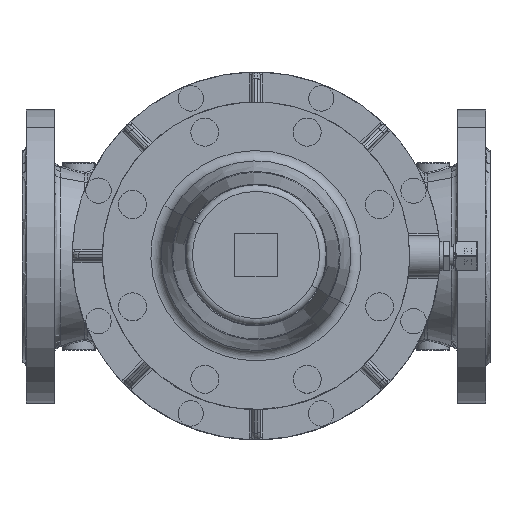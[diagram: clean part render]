
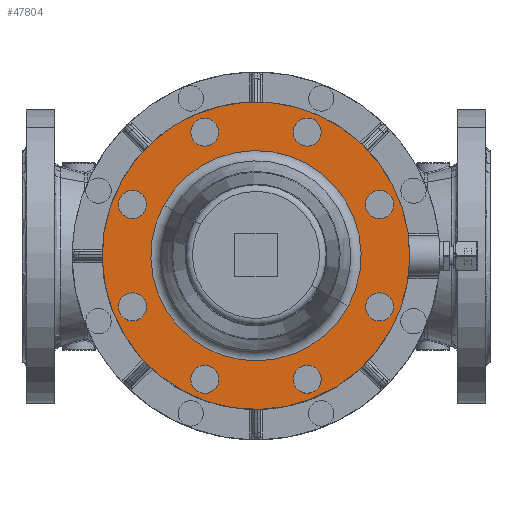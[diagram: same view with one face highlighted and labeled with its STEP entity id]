
A CAD part, top view. The second image highlights one B-rep face of the part: STEP entity #47804.
In plain terms, the highlighted planar face has unit normal (0, 0, 1).
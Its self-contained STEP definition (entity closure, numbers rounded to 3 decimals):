
#47501=AXIS2_PLACEMENT_3D('Circle Axis2P3D',#47499,#47500,$) ;
#47636=AXIS2_PLACEMENT_3D('Plane Axis2P3D',#47633,#47634,#47635) ;
#47644=AXIS2_PLACEMENT_3D('Circle Axis2P3D',#47642,#47643,$) ;
#47653=AXIS2_PLACEMENT_3D('Circle Axis2P3D',#47651,#47652,$) ;
#47662=AXIS2_PLACEMENT_3D('Circle Axis2P3D',#47660,#47661,$) ;
#47671=AXIS2_PLACEMENT_3D('Circle Axis2P3D',#47669,#47670,$) ;
#47680=AXIS2_PLACEMENT_3D('Circle Axis2P3D',#47678,#47679,$) ;
#47689=AXIS2_PLACEMENT_3D('Circle Axis2P3D',#47687,#47688,$) ;
#47698=AXIS2_PLACEMENT_3D('Circle Axis2P3D',#47696,#47697,$) ;
#47707=AXIS2_PLACEMENT_3D('Circle Axis2P3D',#47705,#47706,$) ;
#47716=AXIS2_PLACEMENT_3D('Circle Axis2P3D',#47714,#47715,$) ;
#47725=AXIS2_PLACEMENT_3D('Circle Axis2P3D',#47723,#47724,$) ;
#47734=AXIS2_PLACEMENT_3D('Circle Axis2P3D',#47732,#47733,$) ;
#47743=AXIS2_PLACEMENT_3D('Circle Axis2P3D',#47741,#47742,$) ;
#47752=AXIS2_PLACEMENT_3D('Circle Axis2P3D',#47750,#47751,$) ;
#47761=AXIS2_PLACEMENT_3D('Circle Axis2P3D',#47759,#47760,$) ;
#47770=AXIS2_PLACEMENT_3D('Circle Axis2P3D',#47768,#47769,$) ;
#47779=AXIS2_PLACEMENT_3D('Circle Axis2P3D',#47777,#47778,$) ;
#47788=AXIS2_PLACEMENT_3D('Circle Axis2P3D',#47786,#47787,$) ;
#47797=AXIS2_PLACEMENT_3D('Circle Axis2P3D',#47795,#47796,$) ;
#47459=CARTESIAN_POINT('Vertex',(-100.922,55.134,344.775)) ;
#47463=CARTESIAN_POINT('Control Point',(-100.922,55.134,344.775)) ;
#47464=CARTESIAN_POINT('Control Point',(-92.262,70.987,344.775)) ;
#47465=CARTESIAN_POINT('Control Point',(-80.488,85.139,344.775)) ;
#47466=CARTESIAN_POINT('Control Point',(-66.045,96.773,344.775)) ;
#47467=CARTESIAN_POINT('Control Point',(-33.376,113.752,344.775)) ;
#47468=CARTESIAN_POINT('Control Point',(3.288,117.116,344.775)) ;
#47469=CARTESIAN_POINT('Control Point',(21.728,115.13,344.775)) ;
#47470=CARTESIAN_POINT('Control Point',(56.834,104.035,344.775)) ;
#47471=CARTESIAN_POINT('Control Point',(85.139,80.488,344.775)) ;
#47472=CARTESIAN_POINT('Control Point',(96.773,66.045,344.775)) ;
#47473=CARTESIAN_POINT('Control Point',(113.752,33.376,344.775)) ;
#47474=CARTESIAN_POINT('Control Point',(117.116,-3.288,344.775)) ;
#47475=CARTESIAN_POINT('Control Point',(115.13,-21.728,344.775)) ;
#47476=CARTESIAN_POINT('Control Point',(109.582,-39.281,344.775)) ;
#47477=CARTESIAN_POINT('Control Point',(100.922,-55.134,344.775)) ;
#47478=CARTESIAN_POINT('Vertex',(100.922,-55.134,344.775)) ;
#47499=CARTESIAN_POINT('Axis2P3D Location',(0.,0.,344.775)) ;
#47633=CARTESIAN_POINT('Axis2P3D Location',(-78.639,0.,344.775)) ;
#47642=CARTESIAN_POINT('Axis2P3D Location',(92.388,-38.268,344.775)) ;
#47646=CARTESIAN_POINT('Vertex',(102.888,-38.268,344.775)) ;
#47648=CARTESIAN_POINT('Vertex',(81.888,-38.268,344.775)) ;
#47651=CARTESIAN_POINT('Axis2P3D Location',(92.388,-38.268,344.775)) ;
#47660=CARTESIAN_POINT('Axis2P3D Location',(0.,0.,344.775)) ;
#47664=CARTESIAN_POINT('Vertex',(69.012,-37.701,344.775)) ;
#47666=CARTESIAN_POINT('Vertex',(-69.012,37.701,344.775)) ;
#47669=CARTESIAN_POINT('Axis2P3D Location',(0.,0.,344.775)) ;
#47678=CARTESIAN_POINT('Axis2P3D Location',(38.268,-92.388,344.775)) ;
#47682=CARTESIAN_POINT('Vertex',(30.844,-84.963,344.775)) ;
#47684=CARTESIAN_POINT('Vertex',(45.693,-99.813,344.775)) ;
#47687=CARTESIAN_POINT('Axis2P3D Location',(38.268,-92.388,344.775)) ;
#47696=CARTESIAN_POINT('Axis2P3D Location',(-38.268,-92.388,344.775)) ;
#47700=CARTESIAN_POINT('Vertex',(-38.268,-81.888,344.775)) ;
#47702=CARTESIAN_POINT('Vertex',(-38.268,-102.888,344.775)) ;
#47705=CARTESIAN_POINT('Axis2P3D Location',(-38.268,-92.388,344.775)) ;
#47714=CARTESIAN_POINT('Axis2P3D Location',(-92.388,-38.268,344.775)) ;
#47718=CARTESIAN_POINT('Vertex',(-84.963,-30.844,344.775)) ;
#47720=CARTESIAN_POINT('Vertex',(-99.813,-45.693,344.775)) ;
#47723=CARTESIAN_POINT('Axis2P3D Location',(-92.388,-38.268,344.775)) ;
#47732=CARTESIAN_POINT('Axis2P3D Location',(-92.388,38.268,344.775)) ;
#47736=CARTESIAN_POINT('Vertex',(-81.888,38.268,344.775)) ;
#47738=CARTESIAN_POINT('Vertex',(-102.888,38.268,344.775)) ;
#47741=CARTESIAN_POINT('Axis2P3D Location',(-92.388,38.268,344.775)) ;
#47750=CARTESIAN_POINT('Axis2P3D Location',(-38.268,92.388,344.775)) ;
#47754=CARTESIAN_POINT('Vertex',(-30.844,84.963,344.775)) ;
#47756=CARTESIAN_POINT('Vertex',(-45.693,99.813,344.775)) ;
#47759=CARTESIAN_POINT('Axis2P3D Location',(-38.268,92.388,344.775)) ;
#47768=CARTESIAN_POINT('Axis2P3D Location',(38.268,92.388,344.775)) ;
#47772=CARTESIAN_POINT('Vertex',(38.268,81.888,344.775)) ;
#47774=CARTESIAN_POINT('Vertex',(38.268,102.888,344.775)) ;
#47777=CARTESIAN_POINT('Axis2P3D Location',(38.268,92.388,344.775)) ;
#47786=CARTESIAN_POINT('Axis2P3D Location',(92.388,38.268,344.775)) ;
#47790=CARTESIAN_POINT('Vertex',(84.963,30.844,344.775)) ;
#47792=CARTESIAN_POINT('Vertex',(99.813,45.693,344.775)) ;
#47795=CARTESIAN_POINT('Axis2P3D Location',(92.388,38.268,344.775)) ;
#47500=DIRECTION('Axis2P3D Direction',(0.,0.,-1.)) ;
#47634=DIRECTION('Axis2P3D Direction',(0.,0.,-1.)) ;
#47635=DIRECTION('Axis2P3D XDirection',(0.,1.,0.)) ;
#47643=DIRECTION('Axis2P3D Direction',(0.,0.,-1.)) ;
#47652=DIRECTION('Axis2P3D Direction',(0.,0.,-1.)) ;
#47661=DIRECTION('Axis2P3D Direction',(0.,0.,-1.)) ;
#47670=DIRECTION('Axis2P3D Direction',(0.,0.,-1.)) ;
#47679=DIRECTION('Axis2P3D Direction',(0.,0.,-1.)) ;
#47688=DIRECTION('Axis2P3D Direction',(0.,0.,-1.)) ;
#47697=DIRECTION('Axis2P3D Direction',(0.,0.,-1.)) ;
#47706=DIRECTION('Axis2P3D Direction',(0.,0.,-1.)) ;
#47715=DIRECTION('Axis2P3D Direction',(0.,0.,-1.)) ;
#47724=DIRECTION('Axis2P3D Direction',(0.,0.,-1.)) ;
#47733=DIRECTION('Axis2P3D Direction',(0.,0.,-1.)) ;
#47742=DIRECTION('Axis2P3D Direction',(0.,0.,-1.)) ;
#47751=DIRECTION('Axis2P3D Direction',(0.,0.,-1.)) ;
#47760=DIRECTION('Axis2P3D Direction',(0.,0.,-1.)) ;
#47769=DIRECTION('Axis2P3D Direction',(0.,0.,-1.)) ;
#47778=DIRECTION('Axis2P3D Direction',(0.,0.,-1.)) ;
#47787=DIRECTION('Axis2P3D Direction',(0.,0.,-1.)) ;
#47796=DIRECTION('Axis2P3D Direction',(0.,0.,-1.)) ;
#47639=ORIENTED_EDGE('',*,*,#47480,.F.) ;
#47640=ORIENTED_EDGE('',*,*,#47503,.F.) ;
#47657=ORIENTED_EDGE('',*,*,#47650,.T.) ;
#47658=ORIENTED_EDGE('',*,*,#47655,.T.) ;
#47675=ORIENTED_EDGE('',*,*,#47668,.T.) ;
#47676=ORIENTED_EDGE('',*,*,#47673,.T.) ;
#47693=ORIENTED_EDGE('',*,*,#47686,.T.) ;
#47694=ORIENTED_EDGE('',*,*,#47691,.T.) ;
#47711=ORIENTED_EDGE('',*,*,#47704,.T.) ;
#47712=ORIENTED_EDGE('',*,*,#47709,.T.) ;
#47729=ORIENTED_EDGE('',*,*,#47722,.T.) ;
#47730=ORIENTED_EDGE('',*,*,#47727,.T.) ;
#47747=ORIENTED_EDGE('',*,*,#47740,.T.) ;
#47748=ORIENTED_EDGE('',*,*,#47745,.T.) ;
#47765=ORIENTED_EDGE('',*,*,#47758,.T.) ;
#47766=ORIENTED_EDGE('',*,*,#47763,.T.) ;
#47783=ORIENTED_EDGE('',*,*,#47776,.T.) ;
#47784=ORIENTED_EDGE('',*,*,#47781,.T.) ;
#47801=ORIENTED_EDGE('',*,*,#47794,.T.) ;
#47802=ORIENTED_EDGE('',*,*,#47799,.T.) ;
#47659=FACE_BOUND('',#47656,.T.) ;
#47677=FACE_BOUND('',#47674,.T.) ;
#47695=FACE_BOUND('',#47692,.T.) ;
#47713=FACE_BOUND('',#47710,.T.) ;
#47731=FACE_BOUND('',#47728,.T.) ;
#47749=FACE_BOUND('',#47746,.T.) ;
#47767=FACE_BOUND('',#47764,.T.) ;
#47785=FACE_BOUND('',#47782,.T.) ;
#47803=FACE_BOUND('',#47800,.T.) ;
#47804=ADVANCED_FACE('Brep With Voids',(#47641,#47659,#47677,#47695,#47713,#47731,#47749,#47767,#47785,#47803),#47637,.F.) ;
#47462=B_SPLINE_CURVE_WITH_KNOTS('',5,(#47463,#47464,#47465,#47466,#47467,#47468,#47469,#47470,#47471,#47472,#47473,#47474,#47475,#47476,#47477),.UNSPECIFIED.,.F.,.U.,(6,3,3,3,6),(-180.642,-90.321,0.,90.321,180.642),.UNSPECIFIED.) ;
#47502=CIRCLE('generated circle',#47501,115.) ;
#47645=CIRCLE('generated circle',#47644,10.5) ;
#47654=CIRCLE('generated circle',#47653,10.5) ;
#47663=CIRCLE('generated circle',#47662,78.639) ;
#47672=CIRCLE('generated circle',#47671,78.639) ;
#47681=CIRCLE('generated circle',#47680,10.5) ;
#47690=CIRCLE('generated circle',#47689,10.5) ;
#47699=CIRCLE('generated circle',#47698,10.5) ;
#47708=CIRCLE('generated circle',#47707,10.5) ;
#47717=CIRCLE('generated circle',#47716,10.5) ;
#47726=CIRCLE('generated circle',#47725,10.5) ;
#47735=CIRCLE('generated circle',#47734,10.5) ;
#47744=CIRCLE('generated circle',#47743,10.5) ;
#47753=CIRCLE('generated circle',#47752,10.5) ;
#47762=CIRCLE('generated circle',#47761,10.5) ;
#47771=CIRCLE('generated circle',#47770,10.5) ;
#47780=CIRCLE('generated circle',#47779,10.5) ;
#47789=CIRCLE('generated circle',#47788,10.5) ;
#47798=CIRCLE('generated circle',#47797,10.5) ;
#47480=EDGE_CURVE('',#47460,#47479,#47462,.T.) ;
#47503=EDGE_CURVE('',#47479,#47460,#47502,.T.) ;
#47650=EDGE_CURVE('',#47647,#47649,#47645,.T.) ;
#47655=EDGE_CURVE('',#47649,#47647,#47654,.T.) ;
#47668=EDGE_CURVE('',#47665,#47667,#47663,.T.) ;
#47673=EDGE_CURVE('',#47667,#47665,#47672,.T.) ;
#47686=EDGE_CURVE('',#47683,#47685,#47681,.T.) ;
#47691=EDGE_CURVE('',#47685,#47683,#47690,.T.) ;
#47704=EDGE_CURVE('',#47701,#47703,#47699,.T.) ;
#47709=EDGE_CURVE('',#47703,#47701,#47708,.T.) ;
#47722=EDGE_CURVE('',#47719,#47721,#47717,.T.) ;
#47727=EDGE_CURVE('',#47721,#47719,#47726,.T.) ;
#47740=EDGE_CURVE('',#47737,#47739,#47735,.T.) ;
#47745=EDGE_CURVE('',#47739,#47737,#47744,.T.) ;
#47758=EDGE_CURVE('',#47755,#47757,#47753,.T.) ;
#47763=EDGE_CURVE('',#47757,#47755,#47762,.T.) ;
#47776=EDGE_CURVE('',#47773,#47775,#47771,.T.) ;
#47781=EDGE_CURVE('',#47775,#47773,#47780,.T.) ;
#47794=EDGE_CURVE('',#47791,#47793,#47789,.T.) ;
#47799=EDGE_CURVE('',#47793,#47791,#47798,.T.) ;
#47638=EDGE_LOOP('',(#47639,#47640)) ;
#47656=EDGE_LOOP('',(#47657,#47658)) ;
#47674=EDGE_LOOP('',(#47675,#47676)) ;
#47692=EDGE_LOOP('',(#47693,#47694)) ;
#47710=EDGE_LOOP('',(#47711,#47712)) ;
#47728=EDGE_LOOP('',(#47729,#47730)) ;
#47746=EDGE_LOOP('',(#47747,#47748)) ;
#47764=EDGE_LOOP('',(#47765,#47766)) ;
#47782=EDGE_LOOP('',(#47783,#47784)) ;
#47800=EDGE_LOOP('',(#47801,#47802)) ;
#47641=FACE_OUTER_BOUND('',#47638,.T.) ;
#47637=PLANE('Plane',#47636) ;
#47460=VERTEX_POINT('',#47459) ;
#47479=VERTEX_POINT('',#47478) ;
#47647=VERTEX_POINT('',#47646) ;
#47649=VERTEX_POINT('',#47648) ;
#47665=VERTEX_POINT('',#47664) ;
#47667=VERTEX_POINT('',#47666) ;
#47683=VERTEX_POINT('',#47682) ;
#47685=VERTEX_POINT('',#47684) ;
#47701=VERTEX_POINT('',#47700) ;
#47703=VERTEX_POINT('',#47702) ;
#47719=VERTEX_POINT('',#47718) ;
#47721=VERTEX_POINT('',#47720) ;
#47737=VERTEX_POINT('',#47736) ;
#47739=VERTEX_POINT('',#47738) ;
#47755=VERTEX_POINT('',#47754) ;
#47757=VERTEX_POINT('',#47756) ;
#47773=VERTEX_POINT('',#47772) ;
#47775=VERTEX_POINT('',#47774) ;
#47791=VERTEX_POINT('',#47790) ;
#47793=VERTEX_POINT('',#47792) ;
